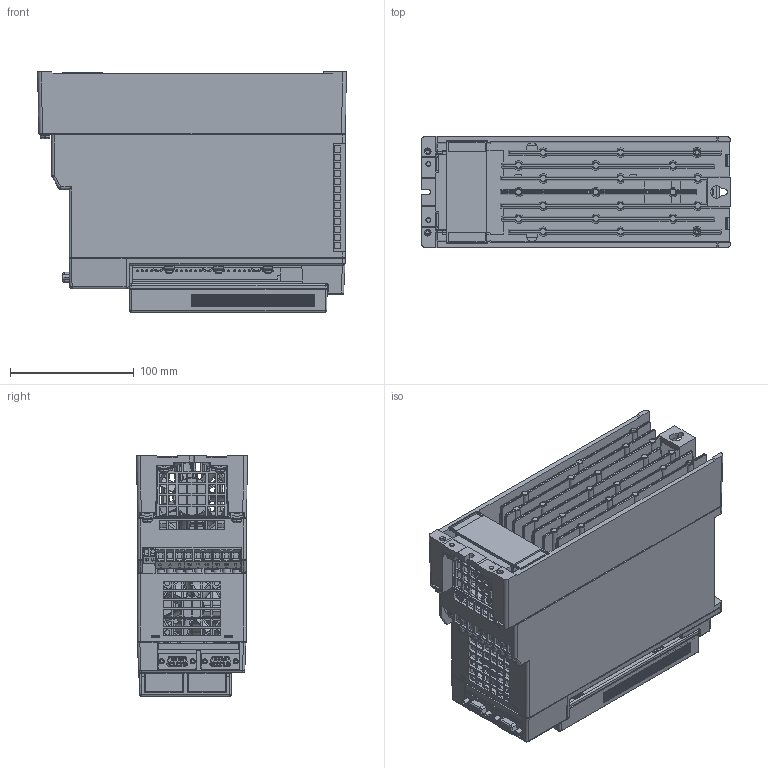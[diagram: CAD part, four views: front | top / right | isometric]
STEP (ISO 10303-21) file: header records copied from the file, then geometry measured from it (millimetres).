
FILE_DESCRIPTION (( 'STEP AP214' ), '1' );
FILE_NAME ('D0F5T00-0000 KEB-COMBIVERT.STEP', '2010-11-26T07:31:00', ( 'KEB' ), ( 'Karl E. Brinkmann GmbH' ), 'SwSTEP 2.0', 'SolidWorks 2007', '' );
FILE_SCHEMA (( 'AUTOMOTIVE_DESIGN' ));
Length unit declared in the file: millimetre
Products named in the file (2): D0F5T00-0000 KEB-COMBIVERT; D0F5T00-0000 KEB-COMBIVERT.sldasm-Part-1_Standard
Assembly tree (1 placements, depth 2):
  D0F5T00-0000 KEB-COMBIVERT
    D0F5T00-0000 KEB-COMBIVERT.sldasm-Part-1_Standard
Bounding box: 250 x 90 x 194.51 mm (x, y, z)
Surface area: 478956 mm2 (no closed solid volume)
Topology: 0 solids, 179 shells, 2244 faces, 9659 edges, 7433 vertices
Faces by surface type: plane 1293, cylinder 498, cone 195, torus 120, bspline 114, sphere 24
Entity records: 123958 total; most frequent: CARTESIAN_POINT 36934, DIRECTION 14458, ORIENTED_EDGE 14188, EDGE_CURVE 9655, VERTEX_POINT 7433, LINE 6146, VECTOR 6146, AXIS2_PLACEMENT_3D 4156
